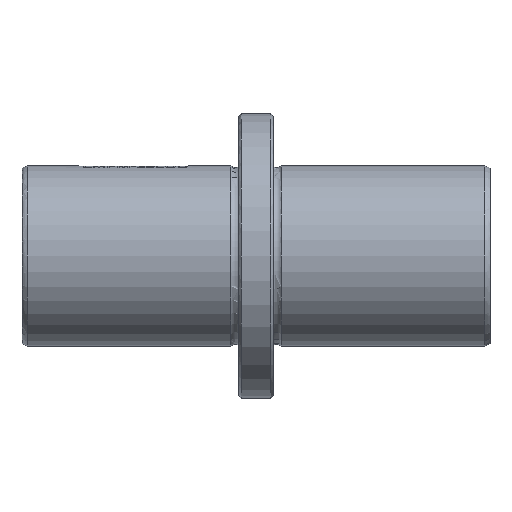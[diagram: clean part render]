
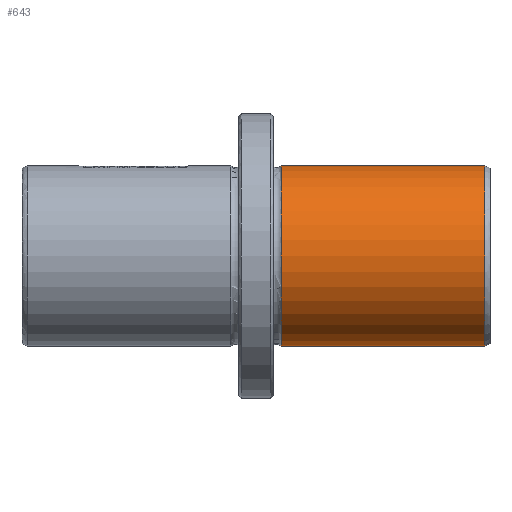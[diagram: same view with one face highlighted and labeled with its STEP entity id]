
A CAD part, front view. The second image highlights one B-rep face of the part: STEP entity #643.
In plain terms, the highlighted cylindrical face has radius 26 mm (diameter 52 mm), a full revolution.
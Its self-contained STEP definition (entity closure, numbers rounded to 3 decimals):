
#576=CYLINDRICAL_SURFACE('',#7608,26.);
#643=ADVANCED_FACE('',(#1941,#1942),#576,.T.);
#1333=CIRCLE('',#7596,26.);
#1334=CIRCLE('',#7597,26.);
#1337=CIRCLE('',#7606,26.);
#1338=CIRCLE('',#7607,26.);
#1941=FACE_BOUND('',#2057,.T.);
#1942=FACE_BOUND('',#2058,.T.);
#2057=EDGE_LOOP('',(#2852,#2853));
#2058=EDGE_LOOP('',(#2854,#2855));
#2852=ORIENTED_EDGE('',*,*,#5631,.T.);
#2853=ORIENTED_EDGE('',*,*,#5630,.T.);
#2854=ORIENTED_EDGE('',*,*,#5642,.F.);
#2855=ORIENTED_EDGE('',*,*,#5643,.F.);
#4908=VERTEX_POINT('',#11548);
#4909=VERTEX_POINT('',#11549);
#4920=VERTEX_POINT('',#11650);
#4921=VERTEX_POINT('',#11651);
#5630=EDGE_CURVE('',#4908,#4909,#1333,.T.);
#5631=EDGE_CURVE('',#4909,#4908,#1334,.T.);
#5642=EDGE_CURVE('',#4920,#4921,#1337,.T.);
#5643=EDGE_CURVE('',#4921,#4920,#1338,.T.);
#7596=AXIS2_PLACEMENT_3D('',#11547,#8249,#8250);
#7597=AXIS2_PLACEMENT_3D('',#11550,#8251,#8252);
#7606=AXIS2_PLACEMENT_3D('',#11649,#8269,#8270);
#7607=AXIS2_PLACEMENT_3D('',#11652,#8271,#8272);
#7608=AXIS2_PLACEMENT_3D('',#11653,#8273,#8274);
#8249=DIRECTION('',(-1.,0.,0.));
#8250=DIRECTION('',(0.,0.,1.));
#8251=DIRECTION('',(-1.,0.,0.));
#8252=DIRECTION('',(0.,0.,1.));
#8269=DIRECTION('',(-1.,0.,0.));
#8270=DIRECTION('',(0.,0.,1.));
#8271=DIRECTION('',(-1.,0.,0.));
#8272=DIRECTION('',(0.,0.,1.));
#8273=DIRECTION('',(1.,0.,0.));
#8274=DIRECTION('',(0.,0.,-1.));
#11547=CARTESIAN_POINT('',(71.002,0.,0.));
#11548=CARTESIAN_POINT('',(71.002,0.,26.));
#11549=CARTESIAN_POINT('',(71.002,0.,-26.));
#11550=CARTESIAN_POINT('',(71.002,0.,0.));
#11649=CARTESIAN_POINT('',(12.223,0.,0.));
#11650=CARTESIAN_POINT('',(12.223,0.,26.));
#11651=CARTESIAN_POINT('',(12.223,0.,-26.));
#11652=CARTESIAN_POINT('',(12.223,0.,0.));
#11653=CARTESIAN_POINT('',(12.223,0.,0.));
